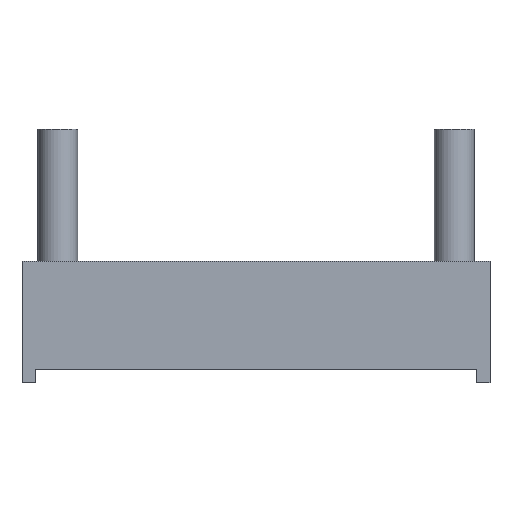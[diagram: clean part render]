
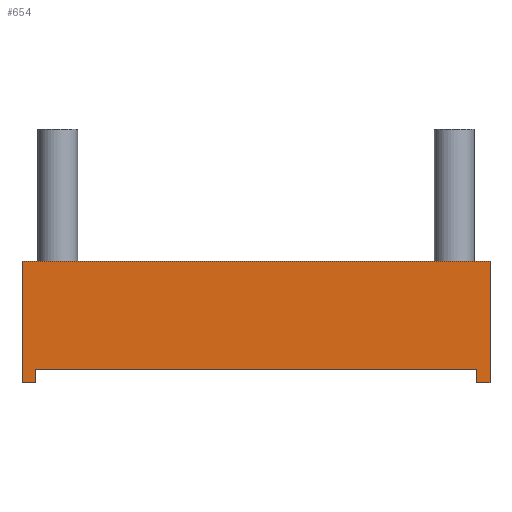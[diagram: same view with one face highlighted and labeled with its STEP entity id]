
A CAD part, front view. The second image highlights one B-rep face of the part: STEP entity #654.
In plain terms, the highlighted planar face has unit normal (0, -1, 0).
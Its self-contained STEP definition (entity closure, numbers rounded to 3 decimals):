
#64=PLANE('',#740);
#96=FACE_OUTER_BOUND('',#166,.T.);
#166=EDGE_LOOP('',(#595,#596,#597,#598,#599,#600,#601,#602));
#187=LINE('',#1057,#231);
#191=LINE('',#1065,#235);
#194=LINE('',#1071,#238);
#197=LINE('',#1077,#241);
#200=LINE('',#1083,#244);
#203=LINE('',#1089,#247);
#206=LINE('',#1095,#250);
#209=LINE('',#1100,#253);
#231=VECTOR('',#889,10.);
#235=VECTOR('',#895,10.);
#238=VECTOR('',#900,10.);
#241=VECTOR('',#905,10.);
#244=VECTOR('',#910,10.);
#247=VECTOR('',#915,10.);
#250=VECTOR('',#920,10.);
#253=VECTOR('',#925,10.);
#335=VERTEX_POINT('',#1055);
#336=VERTEX_POINT('',#1056);
#339=VERTEX_POINT('',#1064);
#341=VERTEX_POINT('',#1070);
#343=VERTEX_POINT('',#1076);
#345=VERTEX_POINT('',#1082);
#347=VERTEX_POINT('',#1088);
#349=VERTEX_POINT('',#1094);
#411=EDGE_CURVE('',#335,#336,#187,.T.);
#415=EDGE_CURVE('',#339,#335,#191,.T.);
#418=EDGE_CURVE('',#341,#339,#194,.T.);
#421=EDGE_CURVE('',#343,#341,#197,.T.);
#424=EDGE_CURVE('',#345,#343,#200,.T.);
#427=EDGE_CURVE('',#347,#345,#203,.T.);
#430=EDGE_CURVE('',#349,#347,#206,.T.);
#433=EDGE_CURVE('',#336,#349,#209,.T.);
#595=ORIENTED_EDGE('',*,*,#433,.F.);
#596=ORIENTED_EDGE('',*,*,#411,.F.);
#597=ORIENTED_EDGE('',*,*,#415,.F.);
#598=ORIENTED_EDGE('',*,*,#418,.F.);
#599=ORIENTED_EDGE('',*,*,#421,.F.);
#600=ORIENTED_EDGE('',*,*,#424,.F.);
#601=ORIENTED_EDGE('',*,*,#427,.F.);
#602=ORIENTED_EDGE('',*,*,#430,.F.);
#654=ADVANCED_FACE('',(#96),#64,.F.);
#740=AXIS2_PLACEMENT_3D('',#1103,#929,#930);
#889=DIRECTION('',(-1.,0.,0.));
#895=DIRECTION('',(0.,0.,-1.));
#900=DIRECTION('',(1.,0.,0.));
#905=DIRECTION('',(0.,0.,1.));
#910=DIRECTION('',(-1.,0.,0.));
#915=DIRECTION('',(0.,0.,-1.));
#920=DIRECTION('',(-1.,0.,0.));
#925=DIRECTION('',(-0.004,0.,1.));
#929=DIRECTION('center_axis',(0.,1.,0.));
#930=DIRECTION('ref_axis',(-1.,0.,0.));
#1055=CARTESIAN_POINT('',(218.422,4.15,-61.628));
#1056=CARTESIAN_POINT('',(217.425,4.15,-61.628));
#1057=CARTESIAN_POINT('',(218.422,4.15,-61.628));
#1064=CARTESIAN_POINT('',(218.422,4.15,-52.428));
#1065=CARTESIAN_POINT('',(218.422,4.15,-52.428));
#1070=CARTESIAN_POINT('',(183.022,4.15,-52.428));
#1071=CARTESIAN_POINT('',(183.022,4.15,-52.428));
#1076=CARTESIAN_POINT('',(183.022,4.15,-61.628));
#1077=CARTESIAN_POINT('',(183.022,4.15,-61.628));
#1082=CARTESIAN_POINT('',(184.022,4.15,-61.628));
#1083=CARTESIAN_POINT('',(184.022,4.15,-61.628));
#1088=CARTESIAN_POINT('',(184.022,4.15,-60.628));
#1089=CARTESIAN_POINT('',(184.022,4.15,-60.628));
#1094=CARTESIAN_POINT('',(217.422,4.15,-60.628));
#1095=CARTESIAN_POINT('',(217.422,4.15,-60.628));
#1100=CARTESIAN_POINT('',(217.425,4.15,-61.628));
#1103=CARTESIAN_POINT('Origin',(200.722,4.15,-57.028));
